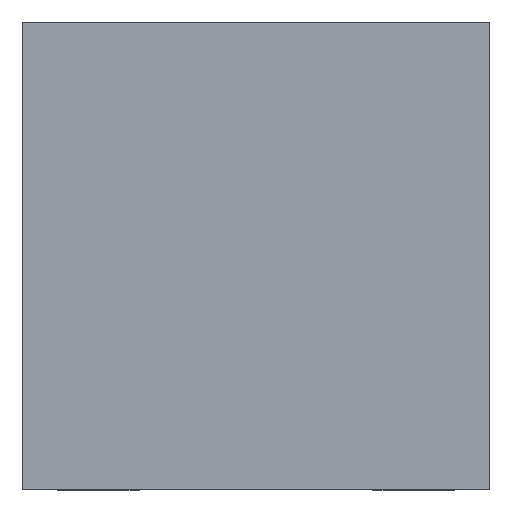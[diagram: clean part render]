
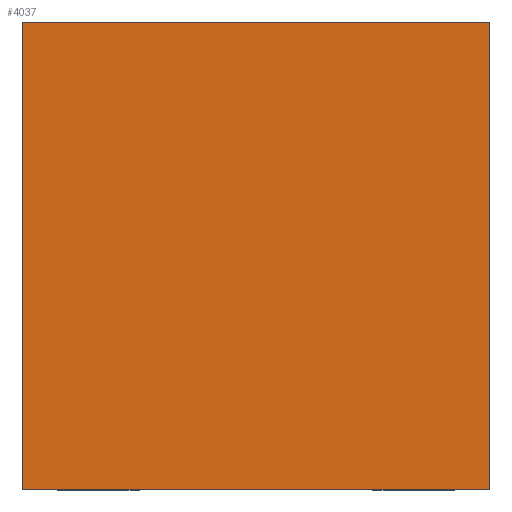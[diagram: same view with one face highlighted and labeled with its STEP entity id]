
A CAD part, top view. The second image highlights one B-rep face of the part: STEP entity #4037.
In plain terms, the highlighted face is planar.
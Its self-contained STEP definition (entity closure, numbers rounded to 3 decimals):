
#3047=DIRECTION('',(1.,0.,0.));
#3048=VECTOR('',#3047,2.);
#3049=CARTESIAN_POINT('',(-1.,0.975,1.));
#3050=LINE('',#3049,#3048);
#3054=DIRECTION('',(0.,0.,1.));
#3055=VECTOR('',#3054,2.);
#3056=CARTESIAN_POINT('',(-1.,0.975,-1.));
#3057=LINE('',#3056,#3055);
#3061=DIRECTION('',(-1.,0.,0.));
#3062=VECTOR('',#3061,2.);
#3063=CARTESIAN_POINT('',(1.,0.975,-1.));
#3064=LINE('',#3063,#3062);
#3068=DIRECTION('',(0.,0.,-1.));
#3069=VECTOR('',#3068,2.);
#3070=CARTESIAN_POINT('',(1.,0.975,1.));
#3071=LINE('',#3070,#3069);
#3306=CARTESIAN_POINT('',(-1.,0.975,1.));
#3307=CARTESIAN_POINT('',(1.,0.975,1.));
#3308=VERTEX_POINT('',#3306);
#3309=VERTEX_POINT('',#3307);
#3310=CARTESIAN_POINT('',(1.,0.975,-1.));
#3311=VERTEX_POINT('',#3310);
#3312=CARTESIAN_POINT('',(-1.,0.975,-1.));
#3313=VERTEX_POINT('',#3312);
#4025=CARTESIAN_POINT('',(0.,0.975,0.));
#4026=DIRECTION('',(0.,1.,0.));
#4027=DIRECTION('',(1.,0.,0.));
#4028=AXIS2_PLACEMENT_3D('',#4025,#4026,#4027);
#4029=PLANE('',#4028);
#4030=ORIENTED_EDGE('',*,*,#3899,.F.);
#4031=ORIENTED_EDGE('',*,*,#3707,.F.);
#4033=ORIENTED_EDGE('',*,*,#4032,.F.);
#4034=ORIENTED_EDGE('',*,*,#3801,.F.);
#4035=EDGE_LOOP('',(#4030,#4031,#4033,#4034));
#4036=FACE_OUTER_BOUND('',#4035,.F.);
#4037=ADVANCED_FACE('',(#4036),#4029,.T.);
#3707=EDGE_CURVE('',#3313,#3308,#3057,.T.);
#3801=EDGE_CURVE('',#3309,#3311,#3071,.T.);
#3899=EDGE_CURVE('',#3308,#3309,#3050,.T.);
#4032=EDGE_CURVE('',#3311,#3313,#3064,.T.);
